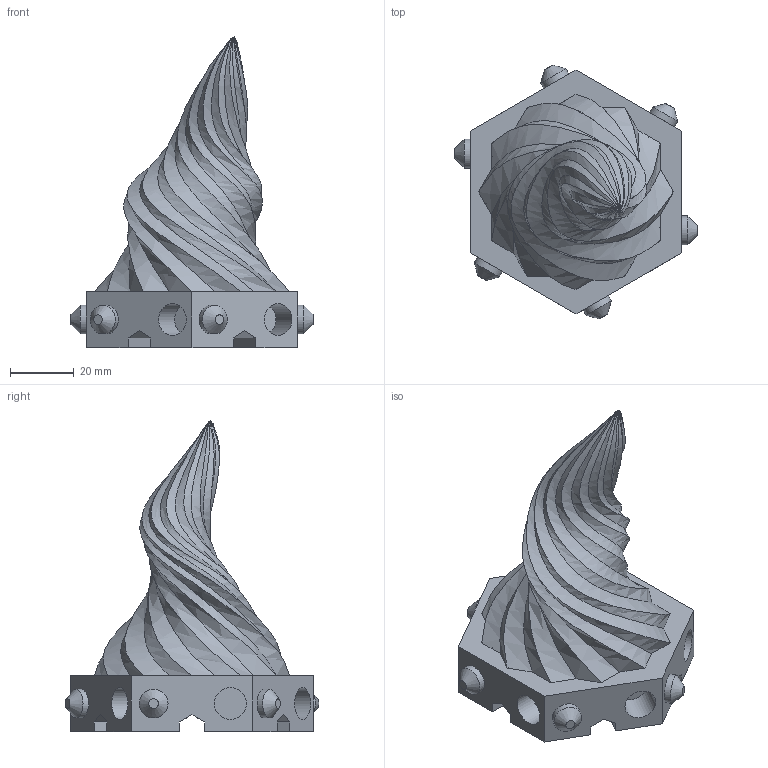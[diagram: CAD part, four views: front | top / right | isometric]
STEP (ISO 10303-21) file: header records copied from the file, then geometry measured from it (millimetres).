
FILE_DESCRIPTION(/* description */ (''),/* implementation_level */ '2;1');
FILE_NAME(/* name */ 'GlowingMatrix-v2-2024-Feb-25.step',/* time_stamp */ '2024-02-25T10:22:41-08:00',/* author */ (''),/* organization */ (''),/* preprocessor_version */ 'ST-DEVELOPER v20',/* originating_system */ 'Autodesk Translation Framework v12.20.1.177',/* authorisation */ '');
FILE_SCHEMA (('AUTOMOTIVE_DESIGN { 1 0 10303 214 3 1 1 }'));
Length unit declared in the file: millimetre
Products named in the file (3): assembly; base_no_overhang; top3
Assembly tree (2 placements, depth 2):
  assembly
    base_no_overhang
    top3
Bounding box: 76 x 79.32 x 97.25 mm (x, y, z)
Volume: 51123.6 mm3; surface area: 31498.1 mm2
Topology: 2 solids, 3 shells, 335 faces, 847 edges, 519 vertices
Faces by surface type: bspline 229, plane 82, cylinder 17, cone 7
Full cylindrical faces by diameter (mm): 9 x6, 10 x6, 28.75 x1, 51 x1
Entity records: 25870 total; most frequent: CARTESIAN_POINT 19607, ORIENTED_EDGE 1686, EDGE_CURVE 843, B_SPLINE_CURVE_WITH_KNOTS 600, DIRECTION 573, VERTEX_POINT 519, EDGE_LOOP 348, FACE_OUTER_BOUND 335
